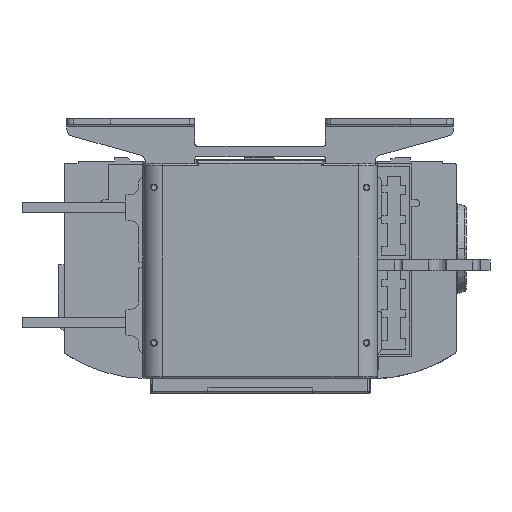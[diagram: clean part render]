
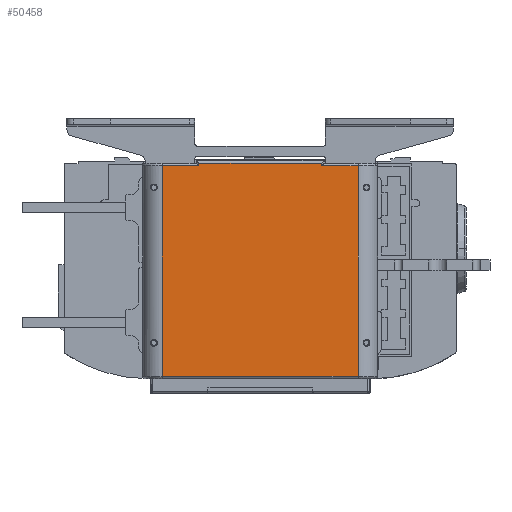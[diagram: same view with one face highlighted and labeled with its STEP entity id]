
A CAD part, left-side view. The second image highlights one B-rep face of the part: STEP entity #50458.
In plain terms, the highlighted face is planar.
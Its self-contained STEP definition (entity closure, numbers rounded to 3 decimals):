
#49318=DIRECTION('',(0.,1.,0.));
#49319=VECTOR('',#49318,161.);
#49320=CARTESIAN_POINT('',(15.,-76.,-75.));
#49321=LINE('',#49320,#49319);
#49387=CARTESIAN_POINT('',(15.,-78.,-47.));
#49389=DIRECTION('',(0.,1.,0.));
#49390=VECTOR('',#49389,2.);
#49391=CARTESIAN_POINT('',(15.,-78.,-47.));
#49392=LINE('',#49391,#49390);
#49421=CARTESIAN_POINT('',(15.,-78.,47.));
#49423=DIRECTION('',(0.,0.,-1.));
#49424=VECTOR('',#49423,94.);
#49425=CARTESIAN_POINT('',(15.,-78.,47.));
#49426=LINE('',#49425,#49424);
#49471=CARTESIAN_POINT('',(15.,-76.,47.));
#49473=DIRECTION('',(0.,-1.,0.));
#49474=VECTOR('',#49473,2.);
#49475=CARTESIAN_POINT('',(15.,-76.,47.));
#49476=LINE('',#49475,#49474);
#49481=DIRECTION('',(0.,0.,-1.));
#49482=VECTOR('',#49481,28.);
#49483=CARTESIAN_POINT('',(15.,-76.,75.));
#49484=LINE('',#49483,#49482);
#49518=DIRECTION('',(0.,-1.,0.));
#49519=VECTOR('',#49518,161.);
#49520=CARTESIAN_POINT('',(15.,85.,75.));
#49521=LINE('',#49520,#49519);
#49564=DIRECTION('',(0.,0.,1.));
#49565=VECTOR('',#49564,150.);
#49566=CARTESIAN_POINT('',(15.,85.,-75.));
#49567=LINE('',#49566,#49565);
#49568=DIRECTION('',(0.,0.,-1.));
#49569=VECTOR('',#49568,28.);
#49570=CARTESIAN_POINT('',(15.,-76.,-47.));
#49571=LINE('',#49570,#49569);
#50062=CARTESIAN_POINT('',(15.,85.,75.));
#50063=VERTEX_POINT('',#50062);
#50064=CARTESIAN_POINT('',(15.,-76.,75.));
#50065=VERTEX_POINT('',#50064);
#50076=CARTESIAN_POINT('',(15.,85.,-75.));
#50077=VERTEX_POINT('',#50076);
#50080=CARTESIAN_POINT('',(15.,-76.,-75.));
#50081=VERTEX_POINT('',#50080);
#50094=VERTEX_POINT('',#49387);
#50095=CARTESIAN_POINT('',(15.,-76.,-47.));
#50096=VERTEX_POINT('',#50095);
#50099=VERTEX_POINT('',#49421);
#50102=VERTEX_POINT('',#49471);
#50442=CARTESIAN_POINT('',(15.,0.,0.));
#50443=DIRECTION('',(1.,0.,0.));
#50444=DIRECTION('',(0.,0.,-1.));
#50445=AXIS2_PLACEMENT_3D('',#50442,#50443,#50444);
#50446=PLANE('',#50445);
#50447=ORIENTED_EDGE('',*,*,#50436,.F.);
#50448=ORIENTED_EDGE('',*,*,#50189,.F.);
#50450=ORIENTED_EDGE('',*,*,#50449,.F.);
#50451=ORIENTED_EDGE('',*,*,#50260,.F.);
#50452=ORIENTED_EDGE('',*,*,#50276,.F.);
#50453=ORIENTED_EDGE('',*,*,#50317,.F.);
#50454=ORIENTED_EDGE('',*,*,#50332,.F.);
#50455=ORIENTED_EDGE('',*,*,#50378,.F.);
#50456=EDGE_LOOP('',(#50447,#50448,#50450,#50451,#50452,#50453,#50454,#50455));
#50457=FACE_OUTER_BOUND('',#50456,.F.);
#50458=ADVANCED_FACE('',(#50457),#50446,.T.);
#50189=EDGE_CURVE('',#50081,#50077,#49321,.T.);
#50260=EDGE_CURVE('',#50094,#50096,#49392,.T.);
#50276=EDGE_CURVE('',#50099,#50094,#49426,.T.);
#50317=EDGE_CURVE('',#50102,#50099,#49476,.T.);
#50332=EDGE_CURVE('',#50065,#50102,#49484,.T.);
#50378=EDGE_CURVE('',#50063,#50065,#49521,.T.);
#50436=EDGE_CURVE('',#50077,#50063,#49567,.T.);
#50449=EDGE_CURVE('',#50096,#50081,#49571,.T.);
